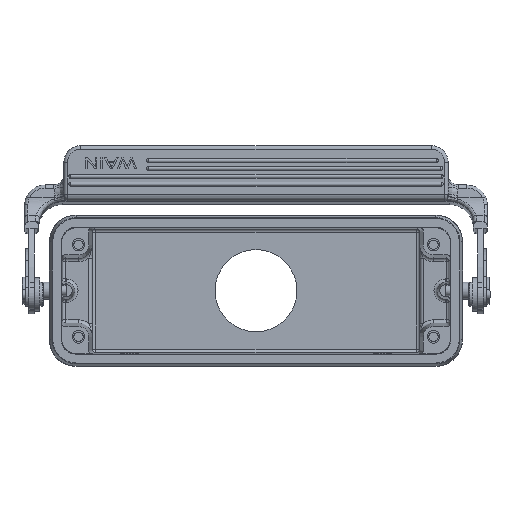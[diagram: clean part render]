
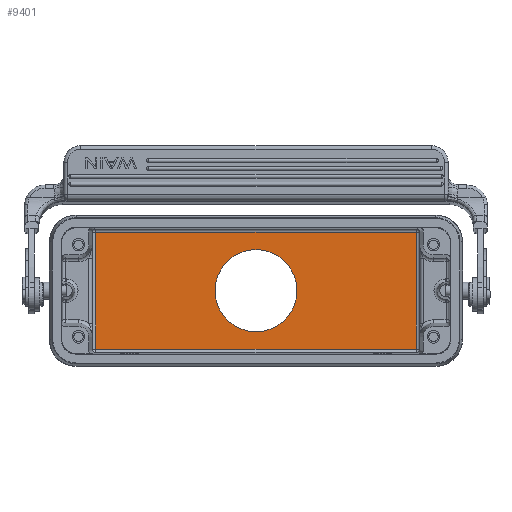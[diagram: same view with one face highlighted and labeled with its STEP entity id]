
A CAD part, front view. The second image highlights one B-rep face of the part: STEP entity #9401.
In plain terms, the highlighted planar face has unit normal (0, -1, 0).
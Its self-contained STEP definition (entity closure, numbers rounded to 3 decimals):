
#4116=LINE('',#38095,#5956);
#4117=LINE('',#38097,#5957);
#4154=LINE('',#38262,#5994);
#4156=LINE('',#38268,#5996);
#5956=VECTOR('',#29778,1.);
#5957=VECTOR('',#29781,1.);
#5994=VECTOR('',#29958,1.);
#5996=VECTOR('',#29964,1.);
#9401=ADVANCED_FACE('',(#10887,#10888),#10439,.F.);
#10439=PLANE('',#25920);
#10887=FACE_BOUND('',#11627,.T.);
#10888=FACE_BOUND('',#11628,.T.);
#11627=EDGE_LOOP('',(#14859,#14860));
#11628=EDGE_LOOP('',(#14861,#14862,#14863,#14864));
#14859=ORIENTED_EDGE('',*,*,#20898,.F.);
#14860=ORIENTED_EDGE('',*,*,#21550,.F.);
#14861=ORIENTED_EDGE('',*,*,#22198,.T.);
#14862=ORIENTED_EDGE('',*,*,#22199,.T.);
#14863=ORIENTED_EDGE('',*,*,#22272,.T.);
#14864=ORIENTED_EDGE('',*,*,#22275,.T.);
#18804=VERTEX_POINT('',#33686);
#18805=VERTEX_POINT('',#33688);
#19703=VERTEX_POINT('',#38088);
#19705=VERTEX_POINT('',#38094);
#19706=VERTEX_POINT('',#38098);
#19740=VERTEX_POINT('',#38263);
#20898=EDGE_CURVE('',#18804,#18805,#24080,.T.);
#21550=EDGE_CURVE('',#18805,#18804,#24196,.T.);
#22198=EDGE_CURVE('',#19703,#19705,#4116,.T.);
#22199=EDGE_CURVE('',#19705,#19706,#4117,.T.);
#22272=EDGE_CURVE('',#19706,#19740,#4154,.T.);
#22275=EDGE_CURVE('',#19740,#19703,#4156,.T.);
#24080=CIRCLE('',#25069,12.);
#24196=CIRCLE('',#25407,12.);
#25069=AXIS2_PLACEMENT_3D('',#33687,#27331,#27332);
#25407=AXIS2_PLACEMENT_3D('',#36257,#28481,#28482);
#25920=AXIS2_PLACEMENT_3D('',#38269,#29965,#29966);
#27331=DIRECTION('',(0.,-1.,0.));
#27332=DIRECTION('',(0.,0.,1.));
#28481=DIRECTION('',(0.,-1.,0.));
#28482=DIRECTION('',(1.,0.,-0.001));
#29778=DIRECTION('',(1.,0.,0.));
#29781=DIRECTION('',(0.,0.,1.));
#29958=DIRECTION('',(-1.,0.,0.));
#29964=DIRECTION('',(0.,0.,-1.));
#29965=DIRECTION('',(0.,1.,0.));
#29966=DIRECTION('',(1.,0.,0.));
#33686=CARTESIAN_POINT('',(-12.,52.,0.037));
#33687=CARTESIAN_POINT('',(0.,52.,0.));
#33688=CARTESIAN_POINT('',(12.,52.,0.034));
#36257=CARTESIAN_POINT('',(0.,52.,0.049));
#38088=CARTESIAN_POINT('',(-47.,52.,-17.135));
#38094=CARTESIAN_POINT('',(47.,52.,-17.135));
#38095=CARTESIAN_POINT('',(-47.,52.,-17.135));
#38097=CARTESIAN_POINT('',(47.,52.,-17.135));
#38098=CARTESIAN_POINT('',(47.,52.,17.135));
#38262=CARTESIAN_POINT('',(47.,52.,17.135));
#38263=CARTESIAN_POINT('',(-47.,52.,17.135));
#38268=CARTESIAN_POINT('',(-47.,52.,17.135));
#38269=CARTESIAN_POINT('',(57.,52.,-18.5));
